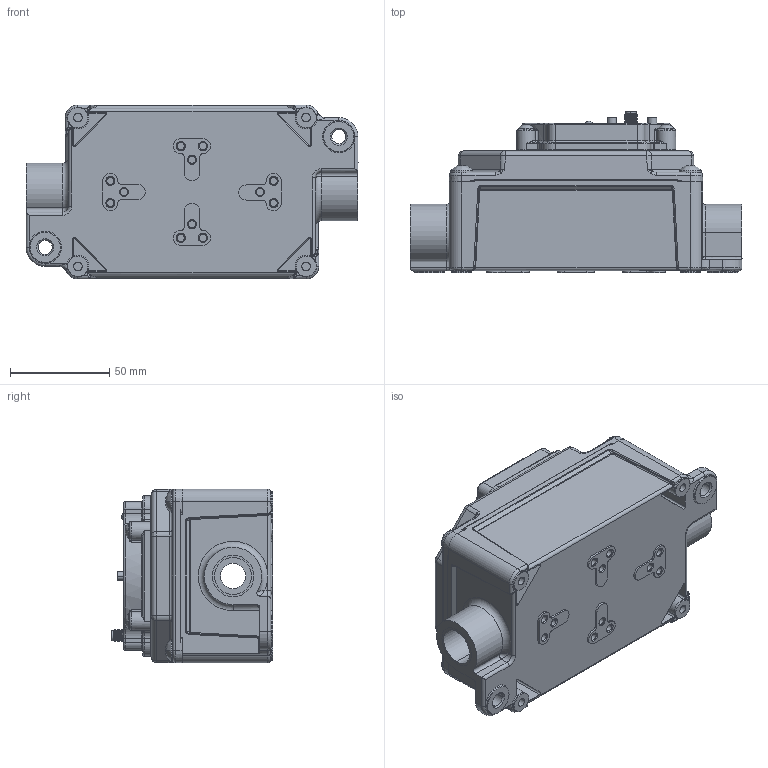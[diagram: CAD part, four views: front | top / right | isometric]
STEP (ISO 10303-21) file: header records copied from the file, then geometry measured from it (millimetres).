
FILE_DESCRIPTION((''),'2;1');
FILE_NAME('159659_ASM','2017-11-01T',('pdmadmin'),('BANNER ENGINEERING'),'CREO PARAMETRIC BY PTC INC, 2016260','CREO PARAMETRIC BY PTC INC, 2016260','');
FILE_SCHEMA(('CONFIG_CONTROL_DESIGN'));
Length unit declared in the file: inch
Products named in the file (15): 13884; 133920; 133920_INSERT; 133920_ASM; 120895; 121056; 121057; 120895_ASM; 161499; 122646_ASM; 120801; SMACON_1; 8X3_4_HEX_BHCS; 1_4X3_4_HEX_BHCS; 159659_ASM
Assembly tree (25 placements, depth 4):
  159659_ASM
    13884
    133920_ASM
      133920
      133920_INSERT  x4
    122646_ASM
      120895_ASM
        120895
        121056  x2
        121057
      161499  x2
    120801
    SMACON_1
    8X3_4_HEX_BHCS  x4
    1_4X3_4_HEX_BHCS  x4
Bounding box: 167.39 x 81.55 x 87.63 mm (x, y, z)
Volume: 184431.6 mm3; surface area: 149734.3 mm2
Topology: 22 solids, 32 shells, 2136 faces, 5015 edges, 3018 vertices
Faces by surface type: cylinder 799, plane 489, bspline 319, torus 295, cone 204, sphere 26, revolution 4
Entity records: 76983 total; most frequent: CARTESIAN_POINT 32191, DIRECTION 9589, ORIENTED_EDGE 9250, EDGE_CURVE 4639, AXIS2_PLACEMENT_3D 3930, VERTEX_POINT 2787, CIRCLE 2215, EDGE_LOOP 2114
